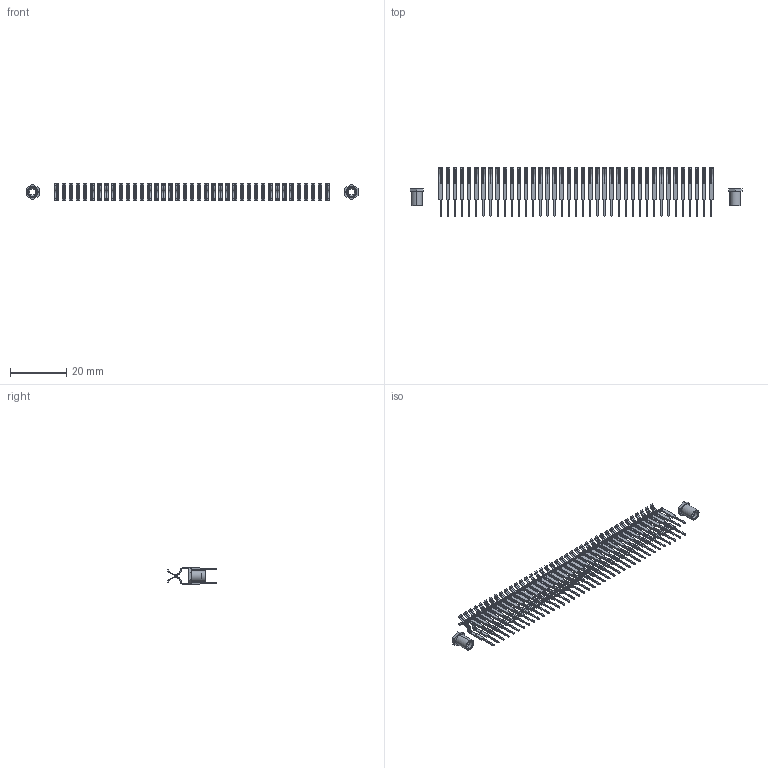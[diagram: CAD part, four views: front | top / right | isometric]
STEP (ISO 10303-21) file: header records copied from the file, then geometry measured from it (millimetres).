
FILE_DESCRIPTION (( 'STEP AP203' ), '1' );
FILE_NAME ('395-078-525-208.STEP', '2020-09-25T09:26:34', ( '' ), ( '' ), 'SwSTEP 2.0', 'SolidWorks 2020', '' );
FILE_SCHEMA (( 'CONFIG_CONTROL_DESIGN' ));
Length unit declared in the file: inch
Products named in the file (4): 345-292-001_345-293-125; 395-078-525-208; 345 Part_Flush Mounting Lugs - 0.156 Dia-TI; 345-250-001_345-250-003-102
Assembly tree (81 placements, depth 2):
  395-078-525-208
    345 Part_Flush Mounting Lugs - 0.156 Dia-TI
    345-292-001_345-293-125  x78
    345-250-001_345-250-003-102  x2
Bounding box: 118.41 x 17.14 x 5.71 mm (x, y, z)
Volume: 674.1 mm3; surface area: 4753.7 mm2
Topology: 80 solids, 80 shells, 3634 faces, 9928 edges, 6300 vertices
Faces by surface type: plane 2514, cylinder 1104, cone 12, torus 4
Entity records: 32264 total; most frequent: CARTESIAN_POINT 5391, ORIENTED_EDGE 5318, DIRECTION 4785, EDGE_CURVE 2659, VECTOR 2355, LINE 2355, VERTEX_POINT 1764, AXIS2_PLACEMENT_3D 1215
